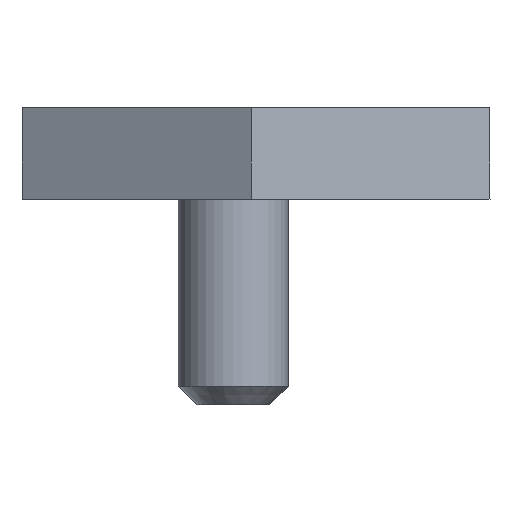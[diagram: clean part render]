
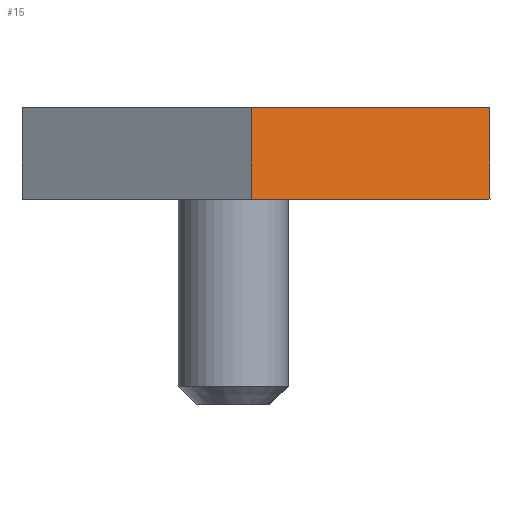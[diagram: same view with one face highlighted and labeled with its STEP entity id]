
A CAD part, front view. The second image highlights one B-rep face of the part: STEP entity #15.
In plain terms, the highlighted planar face has unit normal (0.5, -0.866, 0).
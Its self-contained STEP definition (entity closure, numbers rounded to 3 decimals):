
#15 = ADVANCED_FACE ( 'NONE', ( #1380 ), #8250, .F. ) ;
#152 = CARTESIAN_POINT ( 'NONE',  ( 1., -29.445, 0. ) ) ;
#451 = DIRECTION ( 'NONE',  ( 0., 0., -1. ) ) ;
#608 = VECTOR ( 'NONE', #7178, 1000. ) ;
#662 = EDGE_CURVE ( 'NONE', #8660, #5982, #5274, .T. ) ;
#1380 = FACE_OUTER_BOUND ( 'NONE', #3360, .T. ) ;
#2292 = CARTESIAN_POINT ( 'NONE',  ( 1., -29.445, 10.008 ) ) ;
#2422 = CARTESIAN_POINT ( 'NONE',  ( 27., -14.434, 0. ) ) ;
#2598 = CARTESIAN_POINT ( 'NONE',  ( 1., -29.445, 10.008 ) ) ;
#2935 = LINE ( 'NONE', #152, #608 ) ;
#3360 = EDGE_LOOP ( 'NONE', ( #6452, #8783, #6993, #8905 ) ) ;
#3631 = EDGE_CURVE ( 'NONE', #5982, #7065, #2935, .T. ) ;
#4229 = VECTOR ( 'NONE', #7957, 1000. ) ;
#4419 = VERTEX_POINT ( 'NONE', #7674 ) ;
#4574 = DIRECTION ( 'NONE',  ( 0., 0., -1. ) ) ;
#4910 = CARTESIAN_POINT ( 'NONE',  ( 1., -29.445, 10.008 ) ) ;
#5274 = LINE ( 'NONE', #6762, #7604 ) ;
#5435 = DIRECTION ( 'NONE',  ( -0.866, -0.5, 0. ) ) ;
#5441 = LINE ( 'NONE', #5934, #6659 ) ;
#5934 = CARTESIAN_POINT ( 'NONE',  ( 27., -14.434, 10.008 ) ) ;
#5982 = VERTEX_POINT ( 'NONE', #6592 ) ;
#6131 = LINE ( 'NONE', #2292, #4229 ) ;
#6452 = ORIENTED_EDGE ( 'NONE', *, *, #3631, .T. ) ;
#6592 = CARTESIAN_POINT ( 'NONE',  ( 1., -29.445, 0. ) ) ;
#6659 = VECTOR ( 'NONE', #4574, 1000. ) ;
#6740 = DIRECTION ( 'NONE',  ( -0.5, 0.866, 0. ) ) ;
#6762 = CARTESIAN_POINT ( 'NONE',  ( 1., -29.445, 10.008 ) ) ;
#6960 = EDGE_CURVE ( 'NONE', #8660, #4419, #6131, .T. ) ;
#6993 = ORIENTED_EDGE ( 'NONE', *, *, #6960, .F. ) ;
#7065 = VERTEX_POINT ( 'NONE', #2422 ) ;
#7178 = DIRECTION ( 'NONE',  ( 0.866, 0.5, 0. ) ) ;
#7395 = AXIS2_PLACEMENT_3D ( 'NONE', #2598, #6740, #5435 ) ;
#7604 = VECTOR ( 'NONE', #451, 1000. ) ;
#7674 = CARTESIAN_POINT ( 'NONE',  ( 27., -14.434, 10.008 ) ) ;
#7957 = DIRECTION ( 'NONE',  ( 0.866, 0.5, 0. ) ) ;
#8250 = PLANE ( 'NONE',  #7395 ) ;
#8660 = VERTEX_POINT ( 'NONE', #4910 ) ;
#8783 = ORIENTED_EDGE ( 'NONE', *, *, #8953, .F. ) ;
#8905 = ORIENTED_EDGE ( 'NONE', *, *, #662, .T. ) ;
#8953 = EDGE_CURVE ( 'NONE', #4419, #7065, #5441, .T. ) ;
